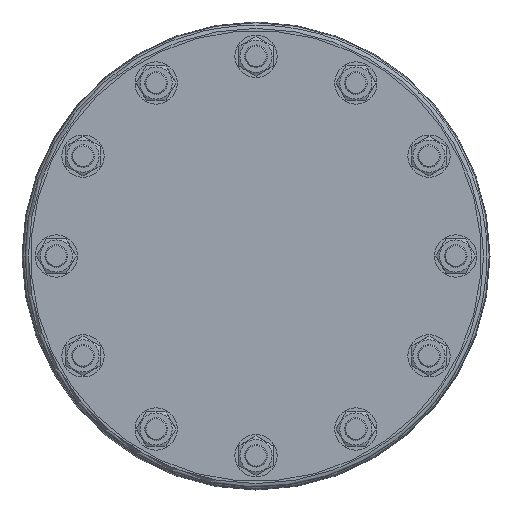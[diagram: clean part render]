
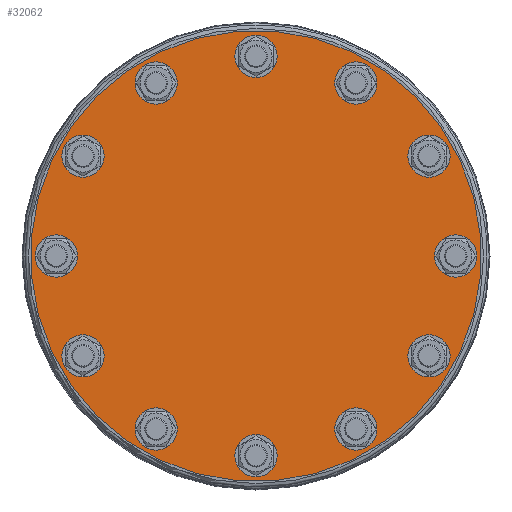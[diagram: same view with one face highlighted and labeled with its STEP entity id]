
A CAD part, left-side view. The second image highlights one B-rep face of the part: STEP entity #32062.
In plain terms, the highlighted planar face has unit normal (-1, 0, 0).
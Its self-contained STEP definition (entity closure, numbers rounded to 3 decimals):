
#3075=FACE_BOUND('',#7142,.T.);
#3076=FACE_BOUND('',#7143,.T.);
#3077=FACE_BOUND('',#7144,.T.);
#3078=FACE_BOUND('',#7145,.T.);
#3079=FACE_BOUND('',#7146,.T.);
#3080=FACE_BOUND('',#7147,.T.);
#3081=FACE_BOUND('',#7148,.T.);
#3082=FACE_BOUND('',#7149,.T.);
#3083=FACE_BOUND('',#7150,.T.);
#3084=FACE_BOUND('',#7151,.T.);
#3085=FACE_BOUND('',#7152,.T.);
#3086=FACE_BOUND('',#7153,.T.);
#3357=CIRCLE('',#33421,11.);
#3359=CIRCLE('',#33424,11.);
#3361=CIRCLE('',#33427,11.);
#3363=CIRCLE('',#33430,11.);
#3365=CIRCLE('',#33433,11.);
#3367=CIRCLE('',#33436,11.);
#3369=CIRCLE('',#33439,11.);
#3371=CIRCLE('',#33442,11.);
#3373=CIRCLE('',#33445,11.);
#3375=CIRCLE('',#33448,11.);
#3377=CIRCLE('',#33451,11.);
#3379=CIRCLE('',#33454,11.);
#3382=CIRCLE('',#33459,197.5);
#5120=FACE_OUTER_BOUND('',#7141,.T.);
#7141=EDGE_LOOP('',(#29537));
#7142=EDGE_LOOP('',(#29538));
#7143=EDGE_LOOP('',(#29539));
#7144=EDGE_LOOP('',(#29540));
#7145=EDGE_LOOP('',(#29541));
#7146=EDGE_LOOP('',(#29542));
#7147=EDGE_LOOP('',(#29543));
#7148=EDGE_LOOP('',(#29544));
#7149=EDGE_LOOP('',(#29545));
#7150=EDGE_LOOP('',(#29546));
#7151=EDGE_LOOP('',(#29547));
#7152=EDGE_LOOP('',(#29548));
#7153=EDGE_LOOP('',(#29549));
#16715=VERTEX_POINT('',#57579);
#16717=VERTEX_POINT('',#57584);
#16719=VERTEX_POINT('',#57589);
#16721=VERTEX_POINT('',#57594);
#16723=VERTEX_POINT('',#57599);
#16725=VERTEX_POINT('',#57604);
#16727=VERTEX_POINT('',#57609);
#16729=VERTEX_POINT('',#57614);
#16731=VERTEX_POINT('',#57619);
#16733=VERTEX_POINT('',#57624);
#16735=VERTEX_POINT('',#57629);
#16737=VERTEX_POINT('',#57634);
#16740=VERTEX_POINT('',#57642);
#20992=EDGE_CURVE('',#16715,#16715,#3357,.T.);
#20994=EDGE_CURVE('',#16717,#16717,#3359,.T.);
#20996=EDGE_CURVE('',#16719,#16719,#3361,.T.);
#20998=EDGE_CURVE('',#16721,#16721,#3363,.T.);
#21000=EDGE_CURVE('',#16723,#16723,#3365,.T.);
#21002=EDGE_CURVE('',#16725,#16725,#3367,.T.);
#21004=EDGE_CURVE('',#16727,#16727,#3369,.T.);
#21006=EDGE_CURVE('',#16729,#16729,#3371,.T.);
#21008=EDGE_CURVE('',#16731,#16731,#3373,.T.);
#21010=EDGE_CURVE('',#16733,#16733,#3375,.T.);
#21012=EDGE_CURVE('',#16735,#16735,#3377,.T.);
#21014=EDGE_CURVE('',#16737,#16737,#3379,.T.);
#21017=EDGE_CURVE('',#16740,#16740,#3382,.T.);
#29537=ORIENTED_EDGE('',*,*,#21017,.F.);
#29538=ORIENTED_EDGE('',*,*,#20992,.T.);
#29539=ORIENTED_EDGE('',*,*,#20994,.T.);
#29540=ORIENTED_EDGE('',*,*,#20996,.T.);
#29541=ORIENTED_EDGE('',*,*,#20998,.T.);
#29542=ORIENTED_EDGE('',*,*,#21000,.T.);
#29543=ORIENTED_EDGE('',*,*,#21002,.T.);
#29544=ORIENTED_EDGE('',*,*,#21004,.T.);
#29545=ORIENTED_EDGE('',*,*,#21006,.T.);
#29546=ORIENTED_EDGE('',*,*,#21008,.T.);
#29547=ORIENTED_EDGE('',*,*,#21010,.T.);
#29548=ORIENTED_EDGE('',*,*,#21012,.T.);
#29549=ORIENTED_EDGE('',*,*,#21014,.T.);
#30424=PLANE('',#33458);
#32062=ADVANCED_FACE('',(#5120,#3075,#3076,#3077,#3078,#3079,#3080,#3081,
#3082,#3083,#3084,#3085,#3086),#30424,.T.);
#33421=AXIS2_PLACEMENT_3D('',#57580,#38752,#38753);
#33424=AXIS2_PLACEMENT_3D('',#57585,#38758,#38759);
#33427=AXIS2_PLACEMENT_3D('',#57590,#38764,#38765);
#33430=AXIS2_PLACEMENT_3D('',#57595,#38770,#38771);
#33433=AXIS2_PLACEMENT_3D('',#57600,#38776,#38777);
#33436=AXIS2_PLACEMENT_3D('',#57605,#38782,#38783);
#33439=AXIS2_PLACEMENT_3D('',#57610,#38788,#38789);
#33442=AXIS2_PLACEMENT_3D('',#57615,#38794,#38795);
#33445=AXIS2_PLACEMENT_3D('',#57620,#38800,#38801);
#33448=AXIS2_PLACEMENT_3D('',#57625,#38806,#38807);
#33451=AXIS2_PLACEMENT_3D('',#57630,#38812,#38813);
#33454=AXIS2_PLACEMENT_3D('',#57635,#38818,#38819);
#33458=AXIS2_PLACEMENT_3D('',#57641,#38826,#38827);
#33459=AXIS2_PLACEMENT_3D('',#57643,#38828,#38829);
#38752=DIRECTION('center_axis',(1.,0.,0.));
#38753=DIRECTION('ref_axis',(0.,0.5,0.866));
#38758=DIRECTION('center_axis',(1.,0.,0.));
#38759=DIRECTION('ref_axis',(0.,0.866,0.5));
#38764=DIRECTION('center_axis',(1.,0.,0.));
#38765=DIRECTION('ref_axis',(0.,1.,0.));
#38770=DIRECTION('center_axis',(1.,0.,0.));
#38771=DIRECTION('ref_axis',(0.,0.866,-0.5));
#38776=DIRECTION('center_axis',(1.,0.,0.));
#38777=DIRECTION('ref_axis',(0.,0.5,-0.866));
#38782=DIRECTION('center_axis',(1.,0.,0.));
#38783=DIRECTION('ref_axis',(0.,0.,-1.));
#38788=DIRECTION('center_axis',(1.,0.,0.));
#38789=DIRECTION('ref_axis',(0.,-0.5,-0.866));
#38794=DIRECTION('center_axis',(1.,0.,0.));
#38795=DIRECTION('ref_axis',(0.,-0.866,-0.5));
#38800=DIRECTION('center_axis',(1.,0.,0.));
#38801=DIRECTION('ref_axis',(0.,-1.,0.));
#38806=DIRECTION('center_axis',(1.,0.,0.));
#38807=DIRECTION('ref_axis',(0.,-0.866,0.5));
#38812=DIRECTION('center_axis',(1.,0.,0.));
#38813=DIRECTION('ref_axis',(0.,-0.5,0.866));
#38818=DIRECTION('center_axis',(1.,0.,0.));
#38819=DIRECTION('ref_axis',(0.,0.,1.));
#38826=DIRECTION('center_axis',(-1.,0.,0.));
#38827=DIRECTION('ref_axis',(0.,0.,1.));
#38828=DIRECTION('center_axis',(1.,0.,0.));
#38829=DIRECTION('ref_axis',(0.,1.,0.));
#57579=CARTESIAN_POINT('',(0.,118.244,-133.27));
#57580=CARTESIAN_POINT('Origin',(0.,123.744,
-123.744));
#57584=CARTESIAN_POINT('',(0.,35.767,-174.537));
#57585=CARTESIAN_POINT('Origin',(0.,45.293,
-169.037));
#57589=CARTESIAN_POINT('',(0.,-56.293,-169.037));
#57590=CARTESIAN_POINT('Origin',(0.,-45.293,
-169.037));
#57594=CARTESIAN_POINT('',(0.,-133.27,-118.244));
#57595=CARTESIAN_POINT('Origin',(0.,-123.744,
-123.744));
#57599=CARTESIAN_POINT('',(0.,-174.537,-35.767));
#57600=CARTESIAN_POINT('Origin',(0.,-169.037,
-45.293));
#57604=CARTESIAN_POINT('',(0.,-169.037,56.293));
#57605=CARTESIAN_POINT('Origin',(0.,-169.037,
45.293));
#57609=CARTESIAN_POINT('',(0.,-118.244,133.27));
#57610=CARTESIAN_POINT('Origin',(0.,-123.744,
123.744));
#57614=CARTESIAN_POINT('',(0.,-35.767,174.537));
#57615=CARTESIAN_POINT('Origin',(0.,-45.293,
169.037));
#57619=CARTESIAN_POINT('',(0.,56.293,169.037));
#57620=CARTESIAN_POINT('Origin',(0.,45.293,
169.037));
#57624=CARTESIAN_POINT('',(0.,133.27,118.244));
#57625=CARTESIAN_POINT('Origin',(0.,123.744,
123.744));
#57629=CARTESIAN_POINT('',(0.,174.537,35.767));
#57630=CARTESIAN_POINT('Origin',(0.,169.037,
45.293));
#57634=CARTESIAN_POINT('',(0.,169.037,-56.293));
#57635=CARTESIAN_POINT('Origin',(0.,169.037,
-45.293));
#57641=CARTESIAN_POINT('Origin',(0.,98.75,0.));
#57642=CARTESIAN_POINT('',(0.,197.5,0.));
#57643=CARTESIAN_POINT('Origin',(0.,0.,0.));
